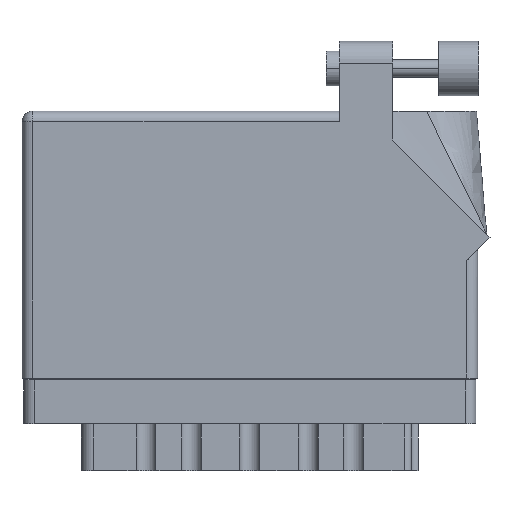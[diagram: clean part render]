
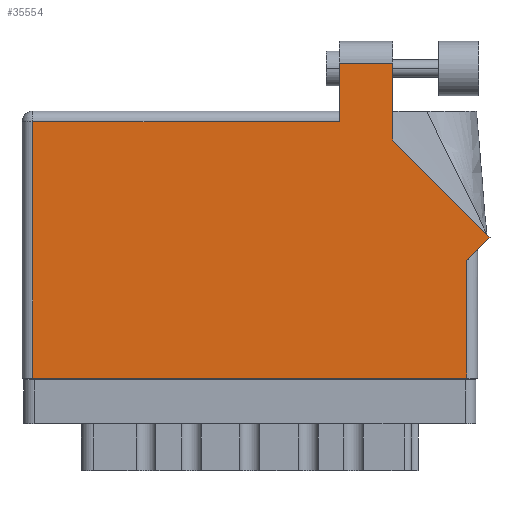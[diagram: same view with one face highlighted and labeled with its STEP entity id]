
A CAD part, front view. The second image highlights one B-rep face of the part: STEP entity #35554.
In plain terms, the highlighted face is planar.
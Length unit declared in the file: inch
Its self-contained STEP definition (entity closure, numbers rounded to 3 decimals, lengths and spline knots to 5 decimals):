
#1054 = VERTEX_POINT ( 'NONE', #51211 ) ;
#1167 = CARTESIAN_POINT ( 'NONE',  ( 0., 0., 0. ) ) ;
#1201 = VERTEX_POINT ( 'NONE', #2273 ) ;
#1335 = LINE ( 'NONE', #14710, #34331 ) ;
#1996 = LINE ( 'NONE', #3980, #44727 ) ;
#2273 = CARTESIAN_POINT ( 'NONE',  ( 2.55, 0.675, 0. ) ) ;
#2699 = VERTEX_POINT ( 'NONE', #50336 ) ;
#3426 = CARTESIAN_POINT ( 'NONE',  ( 2.55, 0., 0. ) ) ;
#3602 = VERTEX_POINT ( 'NONE', #3426 ) ;
#3980 = CARTESIAN_POINT ( 'NONE',  ( 2.68271, 0.80771, 0. ) ) ;
#4576 = EDGE_LOOP ( 'NONE', ( #23809, #30212, #8320, #34918, #50342, #43940, #5115, #11927, #51048 ) ) ;
#5115 = ORIENTED_EDGE ( 'NONE', *, *, #45261, .T. ) ;
#5200 = CARTESIAN_POINT ( 'NONE',  ( 0., 1.468, 0. ) ) ;
#5493 = DIRECTION ( 'NONE',  ( 0., -1., 0. ) ) ;
#6082 = VECTOR ( 'NONE', #5493, 39.37008 ) ;
#7571 = DIRECTION ( 'NONE',  ( 1., 0., 0. ) ) ;
#8320 = ORIENTED_EDGE ( 'NONE', *, *, #24356, .T. ) ;
#10758 = AXIS2_PLACEMENT_3D ( 'NONE', #11262, #40225, #14921 ) ;
#10860 = DIRECTION ( 'NONE',  ( 0.707, 0.707, 0. ) ) ;
#11062 = VERTEX_POINT ( 'NONE', #21198 ) ;
#11262 = CARTESIAN_POINT ( 'NONE',  ( 0., 1.53, 0. ) ) ;
#11826 = FACE_OUTER_BOUND ( 'NONE', #4576, .T. ) ;
#11927 = ORIENTED_EDGE ( 'NONE', *, *, #18048, .T. ) ;
#13232 = VECTOR ( 'NONE', #29426, 39.37008 ) ;
#14710 = CARTESIAN_POINT ( 'NONE',  ( 2.612, 0.737, 0. ) ) ;
#14921 = DIRECTION ( 'NONE',  ( -1., 0., 0. ) ) ;
#16788 = DIRECTION ( 'NONE',  ( -1., 0., 0. ) ) ;
#18048 = EDGE_CURVE ( 'NONE', #1201, #36019, #1335, .T. ) ;
#18165 = CARTESIAN_POINT ( 'NONE',  ( 0.062, 0., 0. ) ) ;
#19184 = DIRECTION ( 'NONE',  ( -1., 0., 0. ) ) ;
#19226 = VECTOR ( 'NONE', #24579, 39.37008 ) ;
#20024 = EDGE_CURVE ( 'NONE', #50431, #2699, #44425, .T. ) ;
#20401 = DIRECTION ( 'NONE',  ( -0.707, 0.707, 0. ) ) ;
#21198 = CARTESIAN_POINT ( 'NONE',  ( 1.819, 1.805, 0. ) ) ;
#21625 = CARTESIAN_POINT ( 'NONE',  ( 0.062, 1.468, 0. ) ) ;
#22980 = EDGE_CURVE ( 'NONE', #23703, #3602, #33079, .T. ) ;
#23703 = VERTEX_POINT ( 'NONE', #18165 ) ;
#23809 = ORIENTED_EDGE ( 'NONE', *, *, #20024, .T. ) ;
#23834 = DIRECTION ( 'NONE',  ( 0., 1., 0. ) ) ;
#24306 = CARTESIAN_POINT ( 'NONE',  ( 2.126, 1.36442, 0. ) ) ;
#24356 = EDGE_CURVE ( 'NONE', #11062, #1054, #34648, .T. ) ;
#24579 = DIRECTION ( 'NONE',  ( 0., 1., 0. ) ) ;
#27723 = CARTESIAN_POINT ( 'NONE',  ( 1.819, 1.805, 0. ) ) ;
#28530 = CARTESIAN_POINT ( 'NONE',  ( 2.126, 1.36442, 0. ) ) ;
#28608 = VERTEX_POINT ( 'NONE', #21625 ) ;
#29426 = DIRECTION ( 'NONE',  ( 0., -1., 0. ) ) ;
#29942 = CARTESIAN_POINT ( 'NONE',  ( 0.062, 0., 0. ) ) ;
#30212 = ORIENTED_EDGE ( 'NONE', *, *, #52264, .T. ) ;
#32501 = EDGE_CURVE ( 'NONE', #36019, #50431, #1996, .T. ) ;
#33079 = LINE ( 'NONE', #1167, #40766 ) ;
#34331 = VECTOR ( 'NONE', #10860, 39.37008 ) ;
#34568 = LINE ( 'NONE', #29942, #6082 ) ;
#34648 = LINE ( 'NONE', #49663, #13232 ) ;
#34918 = ORIENTED_EDGE ( 'NONE', *, *, #40540, .T. ) ;
#35273 = VECTOR ( 'NONE', #16788, 39.37008 ) ;
#35554 = ADVANCED_FACE ( 'NONE', ( #11826 ), #52720, .F. ) ;
#36019 = VERTEX_POINT ( 'NONE', #43647 ) ;
#36434 = VECTOR ( 'NONE', #19184, 39.37008 ) ;
#36565 = LINE ( 'NONE', #5200, #35273 ) ;
#40225 = DIRECTION ( 'NONE',  ( 0., 0., -1. ) ) ;
#40540 = EDGE_CURVE ( 'NONE', #1054, #28608, #36565, .T. ) ;
#40766 = VECTOR ( 'NONE', #7571, 39.37008 ) ;
#43647 = CARTESIAN_POINT ( 'NONE',  ( 2.68271, 0.80771, 0. ) ) ;
#43940 = ORIENTED_EDGE ( 'NONE', *, *, #22980, .T. ) ;
#44222 = EDGE_CURVE ( 'NONE', #28608, #23703, #34568, .T. ) ;
#44425 = LINE ( 'NONE', #28530, #19226 ) ;
#44727 = VECTOR ( 'NONE', #20401, 39.37008 ) ;
#45261 = EDGE_CURVE ( 'NONE', #3602, #1201, #50692, .T. ) ;
#45545 = VECTOR ( 'NONE', #23834, 39.37008 ) ;
#46787 = LINE ( 'NONE', #27723, #36434 ) ;
#49663 = CARTESIAN_POINT ( 'NONE',  ( 1.819, 1.53, 0. ) ) ;
#50336 = CARTESIAN_POINT ( 'NONE',  ( 2.126, 1.805, 0. ) ) ;
#50342 = ORIENTED_EDGE ( 'NONE', *, *, #44222, .T. ) ;
#50431 = VERTEX_POINT ( 'NONE', #24306 ) ;
#50692 = LINE ( 'NONE', #51992, #45545 ) ;
#51048 = ORIENTED_EDGE ( 'NONE', *, *, #32501, .T. ) ;
#51211 = CARTESIAN_POINT ( 'NONE',  ( 1.819, 1.468, 0. ) ) ;
#51992 = CARTESIAN_POINT ( 'NONE',  ( 2.55, 0.737, 0. ) ) ;
#52264 = EDGE_CURVE ( 'NONE', #2699, #11062, #46787, .T. ) ;
#52720 = PLANE ( 'NONE',  #10758 ) ;
